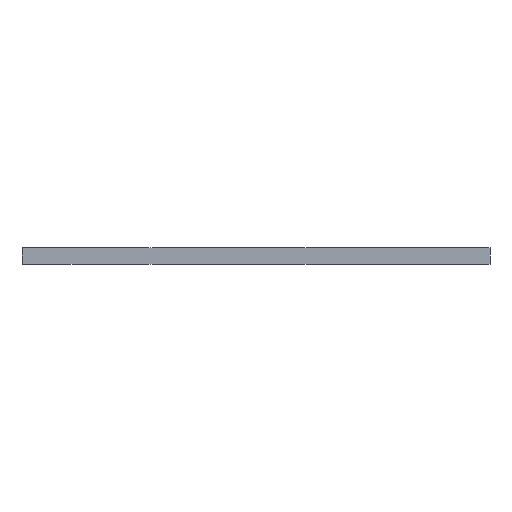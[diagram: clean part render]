
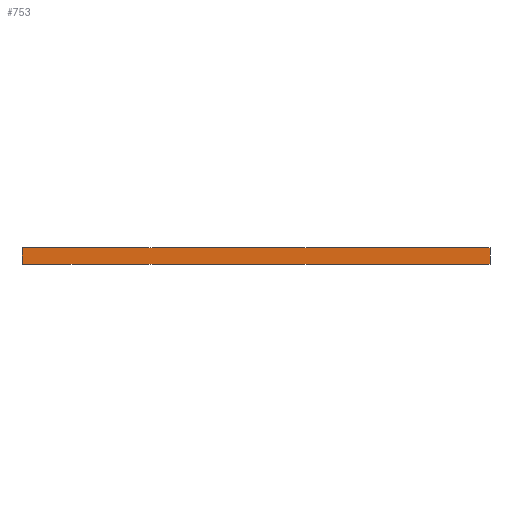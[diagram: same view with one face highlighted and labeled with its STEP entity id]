
A CAD part, left-side view. The second image highlights one B-rep face of the part: STEP entity #753.
In plain terms, the highlighted planar face has unit normal (-1, 0, 0).
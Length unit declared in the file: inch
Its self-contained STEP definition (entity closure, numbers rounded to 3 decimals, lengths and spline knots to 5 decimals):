
#2 = ORIENTED_EDGE ( 'NONE', *, *, #94, .T. ) ;
#94 = EDGE_CURVE ( 'NONE', #451, #968, #1328, .T. ) ;
#150 = VECTOR ( 'NONE', #155, 39.37008 ) ;
#155 = DIRECTION ( 'NONE',  ( 0., 1., 0. ) ) ;
#210 = VERTEX_POINT ( 'NONE', #811 ) ;
#216 = VECTOR ( 'NONE', #886, 39.37008 ) ;
#429 = EDGE_CURVE ( 'NONE', #593, #210, #1776, .T. ) ;
#451 = VERTEX_POINT ( 'NONE', #577 ) ;
#554 = EDGE_CURVE ( 'NONE', #210, #968, #1445, .T. ) ;
#577 = CARTESIAN_POINT ( 'NONE',  ( -0.54861, -0.4878, 0.03125 ) ) ;
#581 = DIRECTION ( 'NONE',  ( 0., 0., -1. ) ) ;
#589 = PLANE ( 'NONE',  #1004 ) ;
#593 = VERTEX_POINT ( 'NONE', #1697 ) ;
#714 = ORIENTED_EDGE ( 'NONE', *, *, #429, .F. ) ;
#753 = ADVANCED_FACE ( 'NONE', ( #1316 ), #589, .F. ) ;
#793 = LINE ( 'NONE', #1374, #1584 ) ;
#811 = CARTESIAN_POINT ( 'NONE',  ( -0.54861, 0.3878, 0. ) ) ;
#886 = DIRECTION ( 'NONE',  ( 0., 1., 0. ) ) ;
#916 = CARTESIAN_POINT ( 'NONE',  ( -0.54861, 0.3878, 0.03125 ) ) ;
#932 = ORIENTED_EDGE ( 'NONE', *, *, #1850, .T. ) ;
#968 = VERTEX_POINT ( 'NONE', #916 ) ;
#973 = VECTOR ( 'NONE', #978, 39.37008 ) ;
#978 = DIRECTION ( 'NONE',  ( 0., 0., 1. ) ) ;
#1004 = AXIS2_PLACEMENT_3D ( 'NONE', #1058, #1644, #581 ) ;
#1058 = CARTESIAN_POINT ( 'NONE',  ( -0.54861, 0.1378, 0. ) ) ;
#1304 = CARTESIAN_POINT ( 'NONE',  ( -0.54861, 0.1378, 0. ) ) ;
#1316 = FACE_OUTER_BOUND ( 'NONE', #1325, .T. ) ;
#1325 = EDGE_LOOP ( 'NONE', ( #2, #1667, #714, #932 ) ) ;
#1328 = LINE ( 'NONE', #1334, #216 ) ;
#1334 = CARTESIAN_POINT ( 'NONE',  ( -0.54861, 0.1378, 0.03125 ) ) ;
#1374 = CARTESIAN_POINT ( 'NONE',  ( -0.54861, -0.4878, -0.59405 ) ) ;
#1445 = LINE ( 'NONE', #1556, #973 ) ;
#1556 = CARTESIAN_POINT ( 'NONE',  ( -0.54861, 0.3878, -0.59405 ) ) ;
#1584 = VECTOR ( 'NONE', #1830, 39.37008 ) ;
#1644 = DIRECTION ( 'NONE',  ( 1., 0., 0. ) ) ;
#1667 = ORIENTED_EDGE ( 'NONE', *, *, #554, .F. ) ;
#1697 = CARTESIAN_POINT ( 'NONE',  ( -0.54861, -0.4878, 0. ) ) ;
#1776 = LINE ( 'NONE', #1304, #150 ) ;
#1830 = DIRECTION ( 'NONE',  ( 0., 0., 1. ) ) ;
#1850 = EDGE_CURVE ( 'NONE', #593, #451, #793, .T. ) ;
